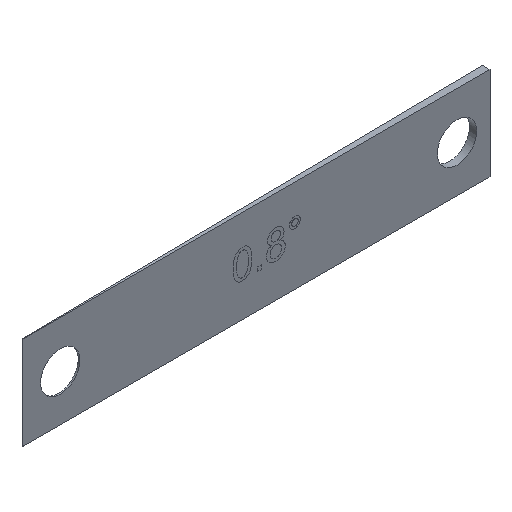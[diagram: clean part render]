
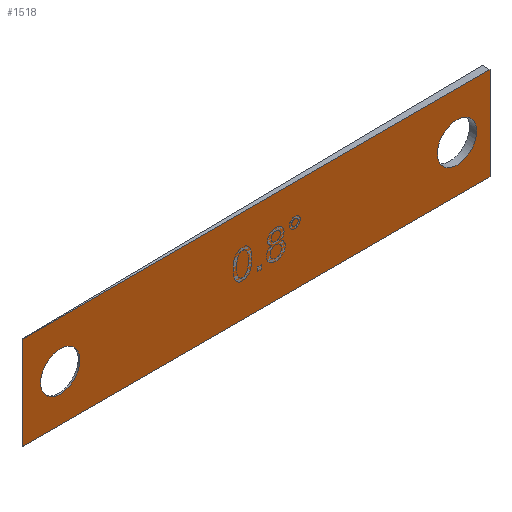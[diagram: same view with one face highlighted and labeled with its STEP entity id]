
A CAD part, isometric view. The second image highlights one B-rep face of the part: STEP entity #1518.
In plain terms, the highlighted planar face has unit normal (0, -1, 0).
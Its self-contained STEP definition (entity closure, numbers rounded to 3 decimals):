
#230=FACE_BOUND('',#353,.T.);
#231=FACE_BOUND('',#354,.T.);
#243=PLANE('',#1629);
#263=FACE_OUTER_BOUND('',#352,.T.);
#352=EDGE_LOOP('',(#1051,#1052,#1053,#1054));
#353=EDGE_LOOP('',(#1055));
#354=EDGE_LOOP('',(#1056));
#456=LINE('',#1811,#551);
#458=LINE('',#1815,#553);
#459=LINE('',#1817,#554);
#460=LINE('',#1818,#555);
#551=VECTOR('',#1666,10.);
#553=VECTOR('',#1670,10.);
#554=VECTOR('',#1671,10.);
#555=VECTOR('',#1672,10.);
#642=CIRCLE('',#1623,4.125);
#643=CIRCLE('',#1626,4.125);
#644=VERTEX_POINT('',#1793);
#646=VERTEX_POINT('',#1799);
#650=VERTEX_POINT('',#1808);
#651=VERTEX_POINT('',#1810);
#652=VERTEX_POINT('',#1814);
#653=VERTEX_POINT('',#1816);
#802=EDGE_CURVE('',#644,#644,#642,.T.);
#805=EDGE_CURVE('',#646,#646,#643,.T.);
#810=EDGE_CURVE('',#651,#650,#456,.T.);
#812=EDGE_CURVE('',#650,#652,#458,.T.);
#813=EDGE_CURVE('',#652,#653,#459,.T.);
#814=EDGE_CURVE('',#653,#651,#460,.T.);
#1051=ORIENTED_EDGE('',*,*,#810,.T.);
#1052=ORIENTED_EDGE('',*,*,#812,.T.);
#1053=ORIENTED_EDGE('',*,*,#813,.T.);
#1054=ORIENTED_EDGE('',*,*,#814,.T.);
#1055=ORIENTED_EDGE('',*,*,#805,.T.);
#1056=ORIENTED_EDGE('',*,*,#802,.T.);
#1518=ADVANCED_FACE('',(#263,#230,#231),#243,.T.);
#1623=AXIS2_PLACEMENT_3D('',#1794,#1650,#1651);
#1626=AXIS2_PLACEMENT_3D('',#1800,#1657,#1658);
#1629=AXIS2_PLACEMENT_3D('',#1813,#1668,#1669);
#1650=DIRECTION('center_axis',(0.,1.,0.));
#1651=DIRECTION('ref_axis',(1.,0.,0.));
#1657=DIRECTION('center_axis',(0.,1.,0.));
#1658=DIRECTION('ref_axis',(1.,0.,0.));
#1666=DIRECTION('',(0.,0.,-1.));
#1668=DIRECTION('center_axis',(0.,-1.,0.));
#1669=DIRECTION('ref_axis',(1.,0.,0.));
#1670=DIRECTION('',(1.,0.,0.));
#1671=DIRECTION('',(0.,0.,1.));
#1672=DIRECTION('',(-1.,0.,0.));
#1793=CARTESIAN_POINT('',(86.955,-0.2,9.75));
#1794=CARTESIAN_POINT('Origin',(91.08,-0.2,9.75));
#1799=CARTESIAN_POINT('',(3.705,-0.2,9.75));
#1800=CARTESIAN_POINT('Origin',(7.83,-0.2,9.75));
#1808=CARTESIAN_POINT('',(0.,-0.2,0.));
#1810=CARTESIAN_POINT('',(0.,-0.2,19.5));
#1811=CARTESIAN_POINT('',(0.,-0.2,19.5));
#1813=CARTESIAN_POINT('Origin',(49.,-0.2,9.75));
#1814=CARTESIAN_POINT('',(98.,-0.2,0.));
#1815=CARTESIAN_POINT('',(0.,-0.2,0.));
#1816=CARTESIAN_POINT('',(98.,-0.2,19.5));
#1817=CARTESIAN_POINT('',(98.,-0.2,0.));
#1818=CARTESIAN_POINT('',(98.,-0.2,19.5));
